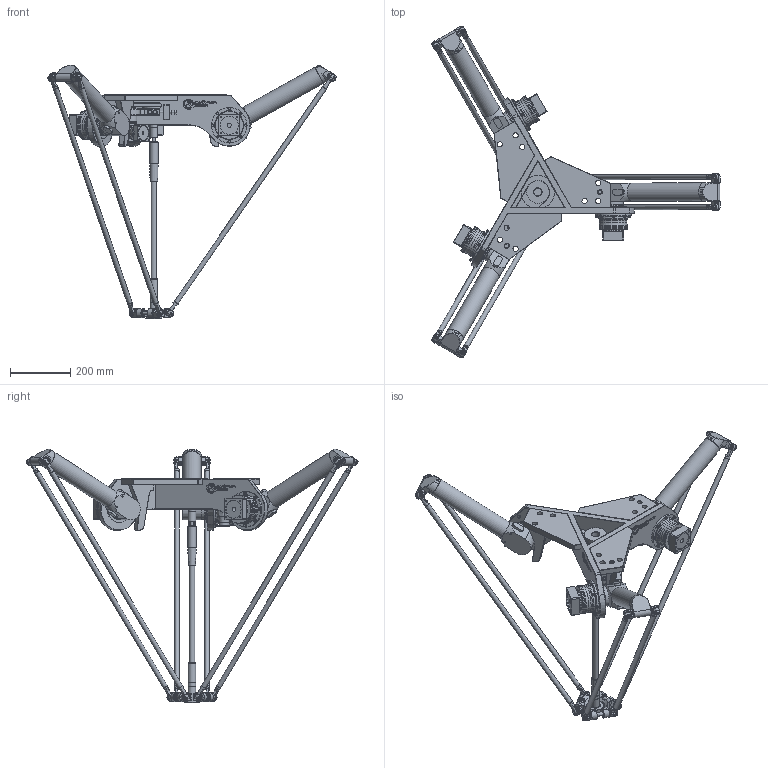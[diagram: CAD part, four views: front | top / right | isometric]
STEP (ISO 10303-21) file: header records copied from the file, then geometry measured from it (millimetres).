
FILE_DESCRIPTION(/* description */ (''),/* implementation_level */ '2;1');
FILE_NAME(/* name */ '3D-model_A_00042-03.stp',/* time_stamp */ '2021-12-21T10:50:21+01:00',/* author */ ('michael.schutter'),/* organization */ ('Majatronic'),/* preprocessor_version */ 'ST-DEVELOPER v16.5',/* originating_system */ 'Autodesk Inventor 2017',/* authorisation */ '');
FILE_SCHEMA (('AUTOMOTIVE_DESIGN { 1 0 10303 214 3 1 1 }'));
Length unit declared in the file: millimetre
Products named in the file (12): A_00042-03_DUMMY; MT_BGR00104526; MT_WST00109728; MT_WST00055542MT_WST; MT_WST00055576MT_WST; MT_WST00101401; MT_WST00101752; MT_WST00101753 Dummy ISO Flansch; MT_WST00031698MT_WST; MT_WST00031700MT_WST; MT_WST00107551 Dummy Teleskop unten; MT_WST00104112 Dummy Teleskop Oben
Assembly tree (25 placements, depth 3):
  A_00042-03_DUMMY
    MT_BGR00104526
      MT_WST00109728
      MT_WST00055542MT_WST  x3
      MT_WST00055576MT_WST
    MT_WST00101401  x6
    MT_WST00101752
    MT_WST00101753 Dummy ISO Flansch
    MT_WST00031698MT_WST  x3
    MT_WST00031700MT_WST  x6
    MT_WST00107551 Dummy Teleskop unten
    MT_WST00104112 Dummy Teleskop Oben
Bounding box: 956.5 x 1101.15 x 841.03 mm (x, y, z)
Volume: 12487548.5 mm3; surface area: 1587087 mm2
Topology: 24 solids, 24 shells, 3041 faces, 6984 edges, 4386 vertices
Faces by surface type: plane 1671, cylinder 850, cone 291, torus 144, bspline 81, sphere 4
Full cylindrical faces by diameter (mm): 3 x1, 3.917 x4, 4.917 x25, 5 x24, 5.188 x24, 6 x37, 8 x39, 8.5 x48, 9 x1, 10 x3, 11.4 x1, 12 x31, 13 x2, 14 x3, 16 x32, 16.199 x1, 16.999 x1, 17.5 x9, 18 x24, 19 x1, 20 x1, 21 x1, 25 x5, 26 x2, 28 x1, 34.999 x1, 37 x1, 42 x2, 49.999 x3, 50 x4
Entity records: 58195 total; most frequent: CARTESIAN_POINT 16593, DIRECTION 8644, ORIENTED_EDGE 7808, EDGE_CURVE 3904, AXIS2_PLACEMENT_3D 3115, VERTEX_POINT 2670, EDGE_LOOP 2420, LINE 2414
